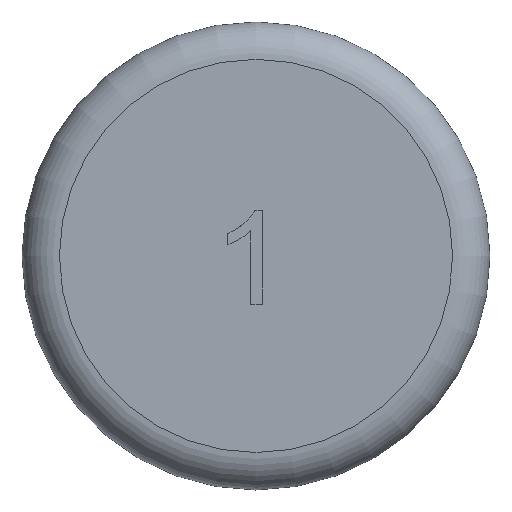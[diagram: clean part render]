
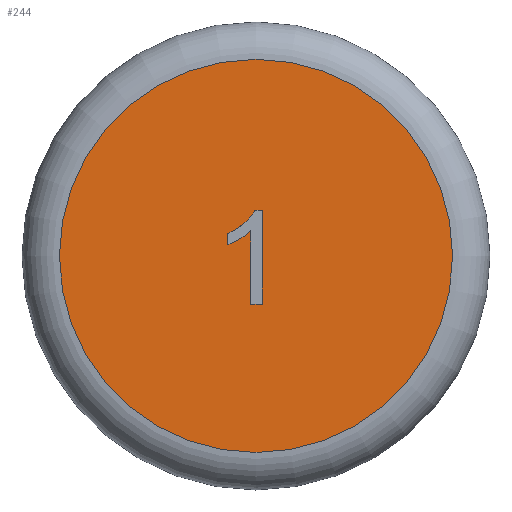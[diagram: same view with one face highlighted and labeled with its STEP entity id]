
A CAD part, top view. The second image highlights one B-rep face of the part: STEP entity #244.
In plain terms, the highlighted planar face has unit normal (0, 0, 1).
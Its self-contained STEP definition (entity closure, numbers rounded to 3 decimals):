
#162=CARTESIAN_POINT('',(0.,0.,5.));
#163=DIRECTION('',(0.,0.,1.));
#164=DIRECTION('',(1.,0.,0.));
#165=AXIS2_PLACEMENT_3D('',#162,#163,#164);
#166=PLANE('',#165);
#167=CARTESIAN_POINT('',(10.5,-0.,5.));
#168=VERTEX_POINT('',#167);
#169=CARTESIAN_POINT('',(0.,0.,5.));
#170=DIRECTION('',(0.,0.,1.));
#171=DIRECTION('',(1.,0.,-0.));
#172=AXIS2_PLACEMENT_3D('',#169,#170,#171);
#173=CIRCLE('',#172,10.5);
#174=EDGE_CURVE('',#168,#168,#173,.T.);
#175=ORIENTED_EDGE('',*,*,#174,.T.);
#176=EDGE_LOOP('',(#175));
#177=FACE_BOUND('',#176,.T.);
#178=CARTESIAN_POINT('',(-0.06,2.44,5.));
#179=VERTEX_POINT('',#178);
#180=CARTESIAN_POINT('',(0.336,2.44,5.));
#181=VERTEX_POINT('',#180);
#182=CARTESIAN_POINT('',(-0.06,2.44,5.));
#183=DIRECTION('',(1.,0.,-0.));
#184=VECTOR('',#183,0.395);
#185=LINE('',#182,#184);
#186=EDGE_CURVE('',#179,#181,#185,.T.);
#187=ORIENTED_EDGE('',*,*,#186,.T.);
#188=CARTESIAN_POINT('',(0.336,-2.577,5.));
#189=VERTEX_POINT('',#188);
#190=CARTESIAN_POINT('',(0.336,2.44,5.));
#191=DIRECTION('',(-0.,-1.,0.));
#192=VECTOR('',#191,5.017);
#193=LINE('',#190,#192);
#194=EDGE_CURVE('',#181,#189,#193,.T.);
#195=ORIENTED_EDGE('',*,*,#194,.T.);
#196=CARTESIAN_POINT('',(-0.278,-2.577,5.));
#197=VERTEX_POINT('',#196);
#198=CARTESIAN_POINT('',(0.336,-2.577,5.));
#199=DIRECTION('',(-1.,0.,0.));
#200=VECTOR('',#199,0.613);
#201=LINE('',#198,#200);
#202=EDGE_CURVE('',#189,#197,#201,.T.);
#203=ORIENTED_EDGE('',*,*,#202,.T.);
#204=CARTESIAN_POINT('',(-0.278,1.333,5.));
#205=VERTEX_POINT('',#204);
#206=CARTESIAN_POINT('',(-0.278,-2.577,5.));
#207=DIRECTION('',(0.,1.,0.));
#208=VECTOR('',#207,3.909);
#209=LINE('',#206,#208);
#210=EDGE_CURVE('',#197,#205,#209,.T.);
#211=ORIENTED_EDGE('',*,*,#210,.T.);
#212=CARTESIAN_POINT('',(-1.505,0.593,5.));
#213=VERTEX_POINT('',#212);
#214=CARTESIAN_POINT('',(-0.278,1.333,5.));
#215=CARTESIAN_POINT('',(-0.426,1.192,5.));
#216=CARTESIAN_POINT('',(-0.619,1.051,5.));
#217=CARTESIAN_POINT('',(-0.859,0.91,5.));
#218=CARTESIAN_POINT('',(-1.099,0.769,5.));
#219=CARTESIAN_POINT('',(-1.314,0.663,5.));
#220=CARTESIAN_POINT('',(-1.505,0.593,5.));
#221=B_SPLINE_CURVE_WITH_KNOTS('',3,(#214,#215,#216,#217,#218,#219,#220),.UNSPECIFIED.,.F.,.F.,(4,3,4),(0.,0.5,1.),.UNSPECIFIED.);
#222=EDGE_CURVE('',#205,#213,#221,.T.);
#223=ORIENTED_EDGE('',*,*,#222,.T.);
#224=CARTESIAN_POINT('',(-1.505,1.186,5.));
#225=VERTEX_POINT('',#224);
#226=CARTESIAN_POINT('',(-1.505,0.593,5.));
#227=DIRECTION('',(0.,1.,0.));
#228=VECTOR('',#227,0.593);
#229=LINE('',#226,#228);
#230=EDGE_CURVE('',#213,#225,#229,.T.);
#231=ORIENTED_EDGE('',*,*,#230,.T.);
#232=CARTESIAN_POINT('',(-1.505,1.186,5.));
#233=CARTESIAN_POINT('',(-1.162,1.347,5.));
#234=CARTESIAN_POINT('',(-0.862,1.543,5.));
#235=CARTESIAN_POINT('',(-0.605,1.772,5.));
#236=CARTESIAN_POINT('',(-0.348,2.002,5.));
#237=CARTESIAN_POINT('',(-0.167,2.224,5.));
#238=CARTESIAN_POINT('',(-0.06,2.44,5.));
#239=B_SPLINE_CURVE_WITH_KNOTS('',3,(#232,#233,#234,#235,#236,#237,#238),.UNSPECIFIED.,.F.,.F.,(4,3,4),(0.,0.5,1.),.UNSPECIFIED.);
#240=EDGE_CURVE('',#225,#179,#239,.T.);
#241=ORIENTED_EDGE('',*,*,#240,.T.);
#242=EDGE_LOOP('',(#187,#195,#203,#211,#223,#231,#241));
#243=FACE_BOUND('',#242,.T.);
#244=ADVANCED_FACE('',(#177,#243),#166,.T.);
